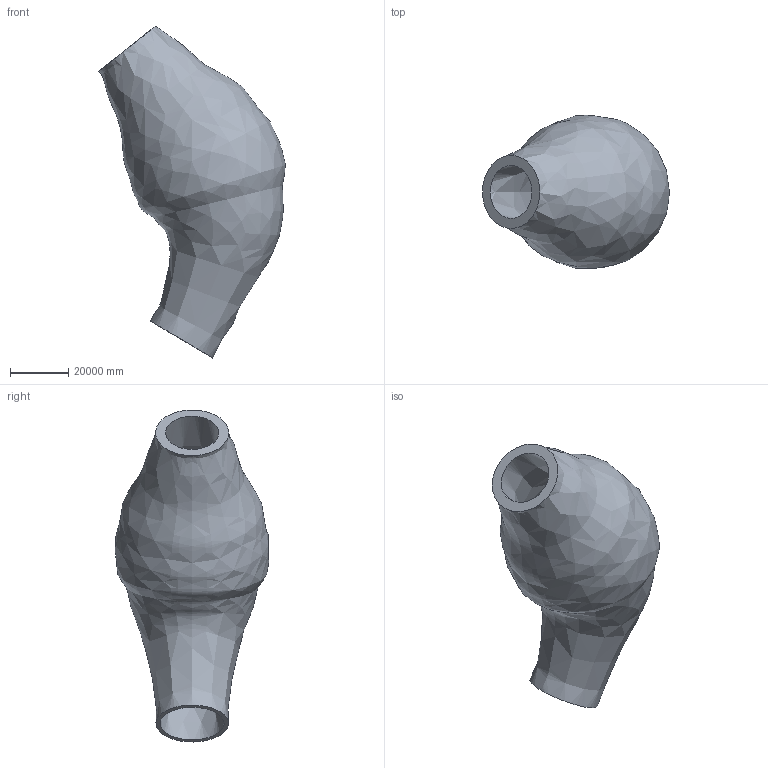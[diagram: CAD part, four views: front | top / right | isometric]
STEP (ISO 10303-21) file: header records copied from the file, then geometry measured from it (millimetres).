
FILE_DESCRIPTION(('Open CASCADE Model'),'2;1');
FILE_NAME('Open CASCADE Shape Model','2024-07-01T13:24:37',('Author'),( 'Open CASCADE'),'Open CASCADE STEP processor 7.5','Open CASCADE 7.5' ,'Unknown');
FILE_SCHEMA(('AUTOMOTIVE_DESIGN { 1 0 10303 214 1 1 1 1 }'));
Length unit declared in the file: metre
Products named in the file (1): Open CASCADE STEP translator 7.5 1
Bounding box: 64325.55 x 52802.71 x 114246.75 mm (x, y, z)
Volume: 59677556237687.7 mm3; surface area: 24647098851.9 mm2
Topology: 1 solids, 1 shells, 4 faces, 6 edges, 4 vertices
Faces by surface type: bspline 2, plane 2
Entity records: 864 total; most frequent: CARTESIAN_POINT 735, DIRECTION 14, ORIENTED_EDGE 12, PCURVE 12, DEFINITIONAL_REPRESENTATION 12, B_SPLINE_CURVE_WITH_KNOTS 10, LINE 8, VECTOR 8
